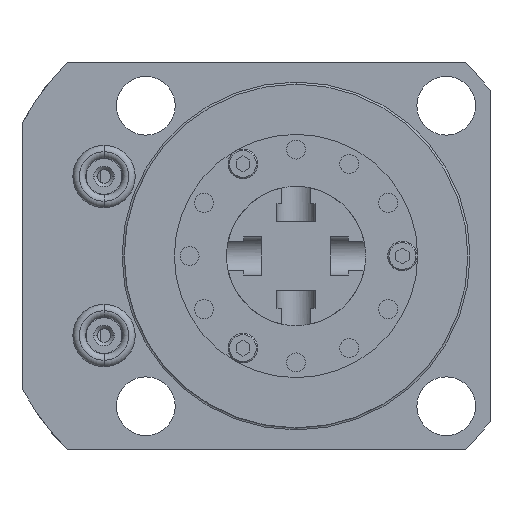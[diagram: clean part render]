
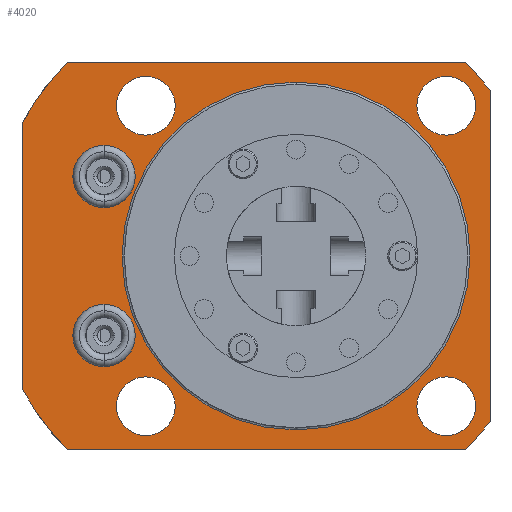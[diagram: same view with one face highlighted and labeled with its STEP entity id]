
A CAD part, front view. The second image highlights one B-rep face of the part: STEP entity #4020.
In plain terms, the highlighted planar face has unit normal (0, -1, 0).
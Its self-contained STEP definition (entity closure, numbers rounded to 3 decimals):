
#755=CARTESIAN_POINT('',(0.,97.028,0.));
#756=DIRECTION('',(0.,-1.,0.));
#757=DIRECTION('',(0.,0.,1.));
#758=AXIS2_PLACEMENT_3D('',#755,#756,#757);
#770=CARTESIAN_POINT('',(-5.41,97.028,0.));
#771=DIRECTION('',(0.,-1.,0.));
#772=DIRECTION('',(-0.879,0.,-0.477));
#773=AXIS2_PLACEMENT_3D('',#770,#771,#772);
#775=CARTESIAN_POINT('',(-5.41,97.028,0.));
#776=DIRECTION('',(0.,-1.,0.));
#777=DIRECTION('',(-0.717,0.,0.698));
#778=AXIS2_PLACEMENT_3D('',#775,#776,#777);
#780=CARTESIAN_POINT('',(-5.41,97.028,0.));
#781=DIRECTION('',(0.,-1.,0.));
#782=DIRECTION('',(0.804,0.,0.595));
#783=AXIS2_PLACEMENT_3D('',#780,#781,#782);
#785=CARTESIAN_POINT('',(-5.41,97.028,0.));
#786=DIRECTION('',(0.,-1.,0.));
#787=DIRECTION('',(0.717,0.,-0.698));
#788=AXIS2_PLACEMENT_3D('',#785,#786,#787);
#790=CARTESIAN_POINT('',(27.432,97.028,-27.432));
#791=DIRECTION('',(0.,-1.,0.));
#792=DIRECTION('',(1.,0.,0.));
#793=AXIS2_PLACEMENT_3D('',#790,#791,#792);
#795=CARTESIAN_POINT('',(27.432,97.028,-27.432));
#796=DIRECTION('',(0.,-1.,0.));
#797=DIRECTION('',(-1.,0.,0.));
#798=AXIS2_PLACEMENT_3D('',#795,#796,#797);
#800=CARTESIAN_POINT('',(27.432,97.028,27.432));
#801=DIRECTION('',(0.,-1.,0.));
#802=DIRECTION('',(1.,0.,0.));
#803=AXIS2_PLACEMENT_3D('',#800,#801,#802);
#805=CARTESIAN_POINT('',(27.432,97.028,27.432));
#806=DIRECTION('',(0.,-1.,0.));
#807=DIRECTION('',(-1.,0.,0.));
#808=AXIS2_PLACEMENT_3D('',#805,#806,#807);
#810=CARTESIAN_POINT('',(-27.432,97.028,-27.432));
#811=DIRECTION('',(0.,-1.,0.));
#812=DIRECTION('',(1.,0.,0.));
#813=AXIS2_PLACEMENT_3D('',#810,#811,#812);
#815=CARTESIAN_POINT('',(-27.432,97.028,-27.432));
#816=DIRECTION('',(0.,-1.,0.));
#817=DIRECTION('',(-1.,0.,0.));
#818=AXIS2_PLACEMENT_3D('',#815,#816,#817);
#820=CARTESIAN_POINT('',(-27.432,97.028,27.432));
#821=DIRECTION('',(0.,-1.,0.));
#822=DIRECTION('',(1.,0.,0.));
#823=AXIS2_PLACEMENT_3D('',#820,#821,#822);
#825=CARTESIAN_POINT('',(-27.432,97.028,27.432));
#826=DIRECTION('',(0.,-1.,0.));
#827=DIRECTION('',(-1.,0.,0.));
#828=AXIS2_PLACEMENT_3D('',#825,#826,#827);
#830=CARTESIAN_POINT('',(-35.077,97.028,-14.529));
#831=DIRECTION('',(0.,1.,0.));
#832=DIRECTION('',(-1.,0.,0.));
#833=AXIS2_PLACEMENT_3D('',#830,#831,#832);
#835=CARTESIAN_POINT('',(-35.077,97.028,-14.529));
#836=DIRECTION('',(0.,1.,0.));
#837=DIRECTION('',(1.,0.,0.));
#838=AXIS2_PLACEMENT_3D('',#835,#836,#837);
#840=CARTESIAN_POINT('',(-35.077,97.028,14.529));
#841=DIRECTION('',(0.,1.,0.));
#842=DIRECTION('',(-1.,0.,0.));
#843=AXIS2_PLACEMENT_3D('',#840,#841,#842);
#845=CARTESIAN_POINT('',(-35.077,97.028,14.529));
#846=DIRECTION('',(0.,1.,0.));
#847=DIRECTION('',(1.,0.,0.));
#848=AXIS2_PLACEMENT_3D('',#845,#846,#847);
#874=DIRECTION('',(-1.,0.,0.));
#875=VECTOR('',#874,72.805);
#876=CARTESIAN_POINT('',(30.993,97.028,-35.433));
#877=LINE('',#876,#875);
#933=DIRECTION('',(0.,0.,1.));
#934=VECTOR('',#933,48.446);
#935=CARTESIAN_POINT('',(-50.063,97.028,-24.223));
#936=LINE('',#935,#934);
#1143=DIRECTION('',(0.,0.,-1.));
#1144=VECTOR('',#1143,60.415);
#1145=CARTESIAN_POINT('',(35.433,97.028,30.207));
#1146=LINE('',#1145,#1144);
#1254=DIRECTION('',(1.,0.,0.));
#1255=VECTOR('',#1254,72.805);
#1256=CARTESIAN_POINT('',(-41.813,97.028,35.433));
#1257=LINE('',#1256,#1255);
#2084=CARTESIAN_POINT('',(0.,97.028,0.));
#2085=DIRECTION('',(0.,-1.,0.));
#2086=DIRECTION('',(0.,0.,-1.));
#2087=AXIS2_PLACEMENT_3D('',#2084,#2085,#2086);
#2601=CARTESIAN_POINT('',(30.993,97.028,-35.433));
#2602=CARTESIAN_POINT('',(-41.813,97.028,-35.433));
#2603=VERTEX_POINT('',#2601);
#2604=VERTEX_POINT('',#2602);
#2605=CARTESIAN_POINT('',(-50.063,97.028,-24.223));
#2606=CARTESIAN_POINT('',(-50.063,97.028,24.223));
#2607=VERTEX_POINT('',#2605);
#2608=VERTEX_POINT('',#2606);
#2609=CARTESIAN_POINT('',(-41.813,97.028,35.433));
#2610=CARTESIAN_POINT('',(30.993,97.028,35.433));
#2611=VERTEX_POINT('',#2609);
#2612=VERTEX_POINT('',#2610);
#2613=CARTESIAN_POINT('',(35.433,97.028,30.207));
#2614=CARTESIAN_POINT('',(35.433,97.028,-30.207));
#2615=VERTEX_POINT('',#2613);
#2616=VERTEX_POINT('',#2614);
#2617=CARTESIAN_POINT('',(32.792,97.028,-27.432));
#2618=CARTESIAN_POINT('',(22.073,97.028,-27.432));
#2619=VERTEX_POINT('',#2617);
#2620=VERTEX_POINT('',#2618);
#2625=CARTESIAN_POINT('',(-40.779,97.028,-14.529));
#2626=CARTESIAN_POINT('',(-29.375,97.028,-14.529));
#2627=VERTEX_POINT('',#2625);
#2628=VERTEX_POINT('',#2626);
#2647=CARTESIAN_POINT('',(0.,97.028,-31.775));
#2648=CARTESIAN_POINT('',(0.,97.028,31.775));
#2649=VERTEX_POINT('',#2647);
#2650=VERTEX_POINT('',#2648);
#2697=CARTESIAN_POINT('',(32.792,97.028,27.432));
#2698=CARTESIAN_POINT('',(22.073,97.028,27.432));
#2699=VERTEX_POINT('',#2697);
#2700=VERTEX_POINT('',#2698);
#2701=CARTESIAN_POINT('',(-22.073,97.028,-27.432));
#2702=CARTESIAN_POINT('',(-32.792,97.028,-27.432));
#2703=VERTEX_POINT('',#2701);
#2704=VERTEX_POINT('',#2702);
#2705=CARTESIAN_POINT('',(-22.073,97.028,27.432));
#2706=CARTESIAN_POINT('',(-32.792,97.028,27.432));
#2707=VERTEX_POINT('',#2705);
#2708=VERTEX_POINT('',#2706);
#2780=CARTESIAN_POINT('',(-40.779,97.028,14.529));
#2781=CARTESIAN_POINT('',(-29.375,97.028,14.529));
#2782=VERTEX_POINT('',#2780);
#2783=VERTEX_POINT('',#2781);
#3956=CARTESIAN_POINT('',(0.,97.028,0.));
#3957=DIRECTION('',(0.,-1.,0.));
#3958=DIRECTION('',(0.,0.,1.));
#3959=AXIS2_PLACEMENT_3D('',#3956,#3957,#3958);
#3960=PLANE('',#3959);
#3962=ORIENTED_EDGE('',*,*,#3961,.T.);
#3964=ORIENTED_EDGE('',*,*,#3963,.F.);
#3966=ORIENTED_EDGE('',*,*,#3965,.T.);
#3968=ORIENTED_EDGE('',*,*,#3967,.F.);
#3970=ORIENTED_EDGE('',*,*,#3969,.T.);
#3972=ORIENTED_EDGE('',*,*,#3971,.F.);
#3974=ORIENTED_EDGE('',*,*,#3973,.T.);
#3976=ORIENTED_EDGE('',*,*,#3975,.F.);
#3977=EDGE_LOOP('',(#3962,#3964,#3966,#3968,#3970,#3972,#3974,#3976));
#3978=FACE_OUTER_BOUND('',#3977,.F.);
#3980=ORIENTED_EDGE('',*,*,#3979,.T.);
#3981=ORIENTED_EDGE('',*,*,#3946,.T.);
#3982=EDGE_LOOP('',(#3980,#3981));
#3983=FACE_BOUND('',#3982,.F.);
#3985=ORIENTED_EDGE('',*,*,#3984,.T.);
#3987=ORIENTED_EDGE('',*,*,#3986,.T.);
#3988=EDGE_LOOP('',(#3985,#3987));
#3989=FACE_BOUND('',#3988,.F.);
#3991=ORIENTED_EDGE('',*,*,#3990,.T.);
#3993=ORIENTED_EDGE('',*,*,#3992,.T.);
#3994=EDGE_LOOP('',(#3991,#3993));
#3995=FACE_BOUND('',#3994,.F.);
#3997=ORIENTED_EDGE('',*,*,#3996,.T.);
#3999=ORIENTED_EDGE('',*,*,#3998,.T.);
#4000=EDGE_LOOP('',(#3997,#3999));
#4001=FACE_BOUND('',#4000,.F.);
#4003=ORIENTED_EDGE('',*,*,#4002,.T.);
#4005=ORIENTED_EDGE('',*,*,#4004,.T.);
#4006=EDGE_LOOP('',(#4003,#4005));
#4007=FACE_BOUND('',#4006,.F.);
#4009=ORIENTED_EDGE('',*,*,#4008,.F.);
#4011=ORIENTED_EDGE('',*,*,#4010,.F.);
#4012=EDGE_LOOP('',(#4009,#4011));
#4013=FACE_BOUND('',#4012,.F.);
#4015=ORIENTED_EDGE('',*,*,#4014,.F.);
#4017=ORIENTED_EDGE('',*,*,#4016,.F.);
#4018=EDGE_LOOP('',(#4015,#4017));
#4019=FACE_BOUND('',#4018,.F.);
#759=CIRCLE('',#758,31.775);
#774=CIRCLE('',#773,50.8);
#779=CIRCLE('',#778,50.8);
#784=CIRCLE('',#783,50.8);
#789=CIRCLE('',#788,50.8);
#794=CIRCLE('',#793,5.36);
#799=CIRCLE('',#798,5.36);
#804=CIRCLE('',#803,5.36);
#809=CIRCLE('',#808,5.36);
#814=CIRCLE('',#813,5.36);
#819=CIRCLE('',#818,5.36);
#824=CIRCLE('',#823,5.36);
#829=CIRCLE('',#828,5.36);
#834=CIRCLE('',#833,5.702);
#839=CIRCLE('',#838,5.702);
#844=CIRCLE('',#843,5.702);
#849=CIRCLE('',#848,5.702);
#2088=CIRCLE('',#2087,31.775);
#3946=EDGE_CURVE('',#2650,#2649,#759,.T.);
#3961=EDGE_CURVE('',#2603,#2604,#877,.T.);
#3963=EDGE_CURVE('',#2607,#2604,#774,.T.);
#3965=EDGE_CURVE('',#2607,#2608,#936,.T.);
#3967=EDGE_CURVE('',#2611,#2608,#779,.T.);
#3969=EDGE_CURVE('',#2611,#2612,#1257,.T.);
#3971=EDGE_CURVE('',#2615,#2612,#784,.T.);
#3973=EDGE_CURVE('',#2615,#2616,#1146,.T.);
#3975=EDGE_CURVE('',#2603,#2616,#789,.T.);
#3979=EDGE_CURVE('',#2649,#2650,#2088,.T.);
#3984=EDGE_CURVE('',#2619,#2620,#794,.T.);
#3986=EDGE_CURVE('',#2620,#2619,#799,.T.);
#3990=EDGE_CURVE('',#2699,#2700,#804,.T.);
#3992=EDGE_CURVE('',#2700,#2699,#809,.T.);
#3996=EDGE_CURVE('',#2703,#2704,#814,.T.);
#3998=EDGE_CURVE('',#2704,#2703,#819,.T.);
#4002=EDGE_CURVE('',#2707,#2708,#824,.T.);
#4004=EDGE_CURVE('',#2708,#2707,#829,.T.);
#4008=EDGE_CURVE('',#2627,#2628,#834,.T.);
#4010=EDGE_CURVE('',#2628,#2627,#839,.T.);
#4014=EDGE_CURVE('',#2782,#2783,#844,.T.);
#4016=EDGE_CURVE('',#2783,#2782,#849,.T.);
#4020=ADVANCED_FACE('',(#3978,#3983,#3989,#3995,#4001,#4007,#4013,#4019),#3960,
.T.);
